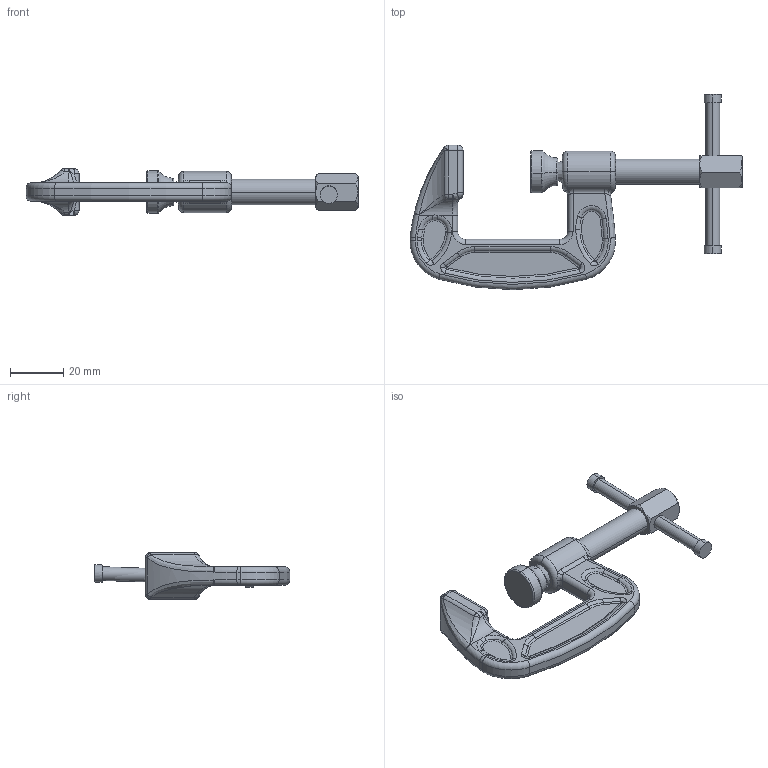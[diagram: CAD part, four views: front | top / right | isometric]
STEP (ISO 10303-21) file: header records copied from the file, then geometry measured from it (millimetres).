
FILE_DESCRIPTION (( 'STEP AP203' ), '1' );
FILE_NAME ('GH-M25.STEP', '2012-04-06T08:59:38', ( 'user' ), ( '' ), 'SwSTEP 2.0', 'SolidWorks 2008', '' );
FILE_SCHEMA (( 'CONFIG_CONTROL_DESIGN' ));
Length unit declared in the file: millimetre
Products named in the file (5): 4m2570_預設; 4m2513_預設; GH-M25; 4m2559_預設; m2501_預設
Assembly tree (4 placements, depth 2):
  GH-M25
    4m2513_預設
    4m2559_預設
    m2501_預設
    4m2570_預設
Bounding box: 125.2 x 73.72 x 17.6 mm (x, y, z)
Volume: 8395 mm3; surface area: 12315.5 mm2
Topology: 3 solids, 4 shells, 201 faces, 453 edges, 259 vertices
Faces by surface type: torus 65, cylinder 57, plane 29, sphere 23, bspline 21, cone 6
Entity records: 6951 total; most frequent: CARTESIAN_POINT 1969, DIRECTION 1056, ORIENTED_EDGE 888, AXIS2_PLACEMENT_3D 483, EDGE_CURVE 444, CIRCLE 296, VERTEX_POINT 256, EDGE_LOOP 212
